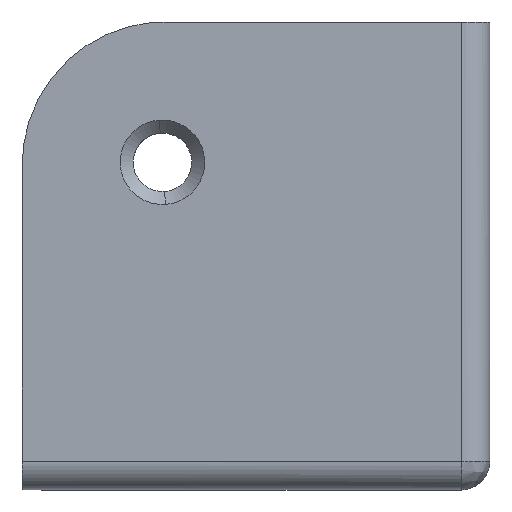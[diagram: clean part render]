
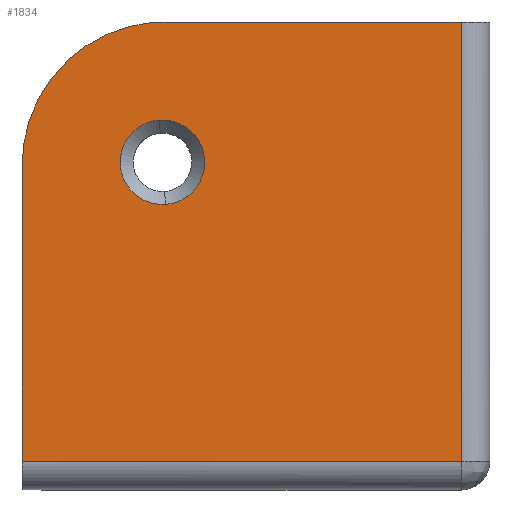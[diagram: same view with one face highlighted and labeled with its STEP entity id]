
A CAD part, top view. The second image highlights one B-rep face of the part: STEP entity #1834.
In plain terms, the highlighted free-form (B-spline) face has degree [1, 1] with [2, 2] control points.
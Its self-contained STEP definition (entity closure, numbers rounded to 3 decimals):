
#264=CARTESIAN_POINT('',(-25.455,28.44,17.));
#265=VERTEX_POINT('',#264);
#271=CARTESIAN_POINT('',(-28.45,25.2,17.0));
#272=VERTEX_POINT('',#271);
#273=CARTESIAN_POINT('',(-28.45,25.2,17.0));
#274=CARTESIAN_POINT('',(-28.45,28.204,17.));
#275=CARTESIAN_POINT('',(-25.455,28.44,17.));
#283=(BOUNDED_CURVE()B_SPLINE_CURVE(2,(#273,#274,#275),.UNSPECIFIED.,.F.,.U.)B_SPLINE_CURVE_WITH_KNOTS((3,3),(0.0,0.236),.UNSPECIFIED.)CURVE()GEOMETRIC_REPRESENTATION_ITEM()RATIONAL_B_SPLINE_CURVE((1.0,0.723,0.97))REPRESENTATION_ITEM(''));
#284=EDGE_CURVE('',#272,#265,#283,.T.);
#286=CARTESIAN_POINT('',(-24.945,21.96,17.));
#287=VERTEX_POINT('',#286);
#288=CARTESIAN_POINT('',(-24.945,21.96,17.));
#289=CARTESIAN_POINT('',(-25.072,21.95,17.));
#290=CARTESIAN_POINT('',(-25.2,21.95,17.0));
#291=CARTESIAN_POINT('',(-28.45,21.95,17.));
#292=CARTESIAN_POINT('',(-28.45,25.2,17.0));
#300=(BOUNDED_CURVE()B_SPLINE_CURVE(2,(#288,#289,#290,#291,#292),.UNSPECIFIED.,.F.,.U.)B_SPLINE_CURVE_WITH_KNOTS((3,2,3),(0.736,0.75,1.0),.UNSPECIFIED.)CURVE()GEOMETRIC_REPRESENTATION_ITEM()RATIONAL_B_SPLINE_CURVE((0.97,0.984,1.0,0.707,1.0))REPRESENTATION_ITEM(''));
#301=EDGE_CURVE('',#287,#272,#300,.T.);
#338=CARTESIAN_POINT('',(-21.95,25.2,17.0));
#339=VERTEX_POINT('',#338);
#340=CARTESIAN_POINT('',(-21.95,25.2,17.0));
#341=CARTESIAN_POINT('',(-21.95,22.196,17.0));
#342=CARTESIAN_POINT('',(-24.945,21.96,17.));
#350=(BOUNDED_CURVE()B_SPLINE_CURVE(2,(#340,#341,#342),.UNSPECIFIED.,.F.,.U.)B_SPLINE_CURVE_WITH_KNOTS((3,3),(0.5,0.736),.UNSPECIFIED.)CURVE()GEOMETRIC_REPRESENTATION_ITEM()RATIONAL_B_SPLINE_CURVE((1.0,0.723,0.97))REPRESENTATION_ITEM(''));
#351=EDGE_CURVE('',#339,#287,#350,.T.);
#353=CARTESIAN_POINT('',(-25.455,28.44,17.));
#354=CARTESIAN_POINT('',(-25.328,28.45,17.));
#355=CARTESIAN_POINT('',(-25.2,28.45,17.0));
#356=CARTESIAN_POINT('',(-21.95,28.45,17.));
#357=CARTESIAN_POINT('',(-21.95,25.2,17.0));
#365=(BOUNDED_CURVE()B_SPLINE_CURVE(2,(#353,#354,#355,#356,#357),.UNSPECIFIED.,.F.,.U.)B_SPLINE_CURVE_WITH_KNOTS((3,2,3),(0.236,0.25,0.5),.UNSPECIFIED.)CURVE()GEOMETRIC_REPRESENTATION_ITEM()RATIONAL_B_SPLINE_CURVE((0.97,0.984,1.0,0.707,1.0))REPRESENTATION_ITEM(''));
#366=EDGE_CURVE('',#265,#339,#365,.T.);
#1113=CARTESIAN_POINT('',(-2.2,2.2,17.0));
#1114=VERTEX_POINT('',#1113);
#1159=CARTESIAN_POINT('',(-2.2,36.0,17.0));
#1160=VERTEX_POINT('',#1159);
#1176=CARTESIAN_POINT('',(-2.2,2.2,17.0));
#1177=CARTESIAN_POINT('',(-2.2,36.0,17.0));
#1178=QUASI_UNIFORM_CURVE('',1,(#1176,#1177),.UNSPECIFIED.,.F.,.U.);
#1179=EDGE_CURVE('',#1114,#1160,#1178,.T.);
#1206=CARTESIAN_POINT('',(-36.0,2.2,17.0));
#1207=VERTEX_POINT('',#1206);
#1227=CARTESIAN_POINT('',(-36.0,2.2,17.0));
#1228=CARTESIAN_POINT('',(-2.2,2.2,17.0));
#1229=QUASI_UNIFORM_CURVE('',1,(#1227,#1228),.UNSPECIFIED.,.F.,.U.);
#1230=EDGE_CURVE('',#1207,#1114,#1229,.T.);
#1456=CARTESIAN_POINT('',(-36.0,25.0,17.0));
#1457=VERTEX_POINT('',#1456);
#1458=CARTESIAN_POINT('',(-25.0,36.0,17.0));
#1459=VERTEX_POINT('',#1458);
#1460=CARTESIAN_POINT('',(-36.,25.0,17.0));
#1461=CARTESIAN_POINT('',(-36.,36.,17.));
#1462=CARTESIAN_POINT('',(-25.0,36.,17.0));
#1470=(BOUNDED_CURVE()B_SPLINE_CURVE(2,(#1460,#1461,#1462),.UNSPECIFIED.,.F.,.U.)CURVE()GEOMETRIC_REPRESENTATION_ITEM()QUASI_UNIFORM_CURVE()RATIONAL_B_SPLINE_CURVE((1.0,0.707,1.0))REPRESENTATION_ITEM(''));
#1471=EDGE_CURVE('',#1457,#1459,#1470,.T.);
#1569=CARTESIAN_POINT('',(-25.0,36.0,17.0));
#1570=CARTESIAN_POINT('',(-2.2,36.0,17.0));
#1571=QUASI_UNIFORM_CURVE('',1,(#1569,#1570),.UNSPECIFIED.,.F.,.U.);
#1572=EDGE_CURVE('',#1459,#1160,#1571,.T.);
#1700=CARTESIAN_POINT('',(-36.0,25.0,17.0));
#1701=CARTESIAN_POINT('',(-36.0,2.2,17.0));
#1702=QUASI_UNIFORM_CURVE('',1,(#1700,#1701),.UNSPECIFIED.,.F.,.U.);
#1703=EDGE_CURVE('',#1457,#1207,#1702,.T.);
#1816=CARTESIAN_POINT('',(-37.688,0.512,17.0));
#1817=CARTESIAN_POINT('',(-0.512,0.512,17.0));
#1818=CARTESIAN_POINT('',(-37.688,37.688,17.0));
#1819=CARTESIAN_POINT('',(-0.512,37.688,17.0));
#1820=B_SPLINE_SURFACE_WITH_KNOTS('',1,1,((#1816,#1818),(#1817,#1819)),.UNSPECIFIED.,.F.,.F.,.U.,(2,2),(2,2),(0.0,37.177),(0.0,37.177),.UNSPECIFIED.);
#1821=ORIENTED_EDGE('',*,*,#1703,.T.);
#1822=ORIENTED_EDGE('',*,*,#1230,.T.);
#1823=ORIENTED_EDGE('',*,*,#1179,.T.);
#1824=ORIENTED_EDGE('',*,*,#1572,.F.);
#1825=ORIENTED_EDGE('',*,*,#1471,.F.);
#1826=EDGE_LOOP('',(#1821,#1822,#1823,#1824,#1825));
#1827=FACE_OUTER_BOUND('',#1826,.T.);
#1828=ORIENTED_EDGE('',*,*,#351,.T.);
#1829=ORIENTED_EDGE('',*,*,#301,.T.);
#1830=ORIENTED_EDGE('',*,*,#284,.T.);
#1831=ORIENTED_EDGE('',*,*,#366,.T.);
#1832=EDGE_LOOP('',(#1828,#1829,#1830,#1831));
#1833=FACE_BOUND('',#1832,.T.);
#1834=ADVANCED_FACE('',(#1827,#1833),#1820,.T.);
